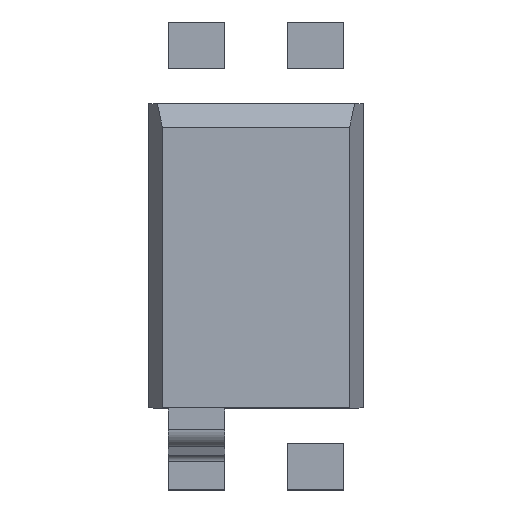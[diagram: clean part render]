
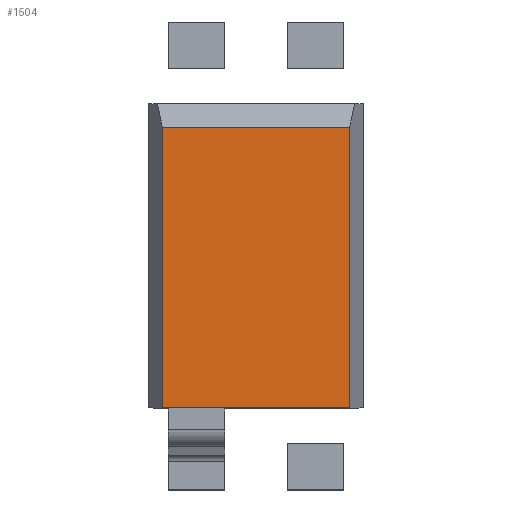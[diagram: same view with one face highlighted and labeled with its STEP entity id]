
A CAD part, top view. The second image highlights one B-rep face of the part: STEP entity #1504.
In plain terms, the highlighted planar face has unit normal (0, 0, 1).
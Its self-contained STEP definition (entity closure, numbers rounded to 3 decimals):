
#1062 = PLANE('',#1063);
#1063 = AXIS2_PLACEMENT_3D('',#1064,#1065,#1066);
#1064 = CARTESIAN_POINT('',(2.,-3.25,2.9));
#1065 = DIRECTION('',(0.,-1.,0.));
#1066 = DIRECTION('',(0.,0.,-1.));
#1203 = VERTEX_POINT('',#1204);
#1204 = CARTESIAN_POINT('',(2.,-3.25,2.9));
#1220 = PLANE('',#1221);
#1221 = AXIS2_PLACEMENT_3D('',#1222,#1223,#1224);
#1222 = CARTESIAN_POINT('',(2.,-3.25,2.9));
#1223 = DIRECTION('',(-0.976,0.,-0.218
    ));
#1224 = DIRECTION('',(0.218,0.,-0.976
    ));
#1232 = EDGE_CURVE('',#1233,#1203,#1235,.T.);
#1233 = VERTEX_POINT('',#1234);
#1234 = CARTESIAN_POINT('',(-2.,-3.25,2.9));
#1235 = SURFACE_CURVE('',#1236,(#1240,#1247),.PCURVE_S1.);
#1236 = LINE('',#1237,#1238);
#1237 = CARTESIAN_POINT('',(-2.,-3.25,2.9));
#1238 = VECTOR('',#1239,1.);
#1239 = DIRECTION('',(1.,0.,0.));
#1240 = PCURVE('',#1062,#1241);
#1241 = DEFINITIONAL_REPRESENTATION('',(#1242),#1246);
#1242 = LINE('',#1243,#1244);
#1243 = CARTESIAN_POINT('',(0.,-4.));
#1244 = VECTOR('',#1245,1.);
#1245 = DIRECTION('',(0.,1.));
#1246 = ( GEOMETRIC_REPRESENTATION_CONTEXT(2) 
PARAMETRIC_REPRESENTATION_CONTEXT() REPRESENTATION_CONTEXT('2D SPACE',''
  ) );
#1247 = PCURVE('',#1248,#1253);
#1248 = PLANE('',#1249);
#1249 = AXIS2_PLACEMENT_3D('',#1250,#1251,#1252);
#1250 = CARTESIAN_POINT('',(-2.,-3.25,2.9));
#1251 = DIRECTION('',(0.,0.,-1.));
#1252 = DIRECTION('',(1.,0.,0.));
#1253 = DEFINITIONAL_REPRESENTATION('',(#1254),#1258);
#1254 = LINE('',#1255,#1256);
#1255 = CARTESIAN_POINT('',(0.,0.));
#1256 = VECTOR('',#1257,1.);
#1257 = DIRECTION('',(1.,0.));
#1258 = ( GEOMETRIC_REPRESENTATION_CONTEXT(2) 
PARAMETRIC_REPRESENTATION_CONTEXT() REPRESENTATION_CONTEXT('2D SPACE',''
  ) );
#1276 = PLANE('',#1277);
#1277 = AXIS2_PLACEMENT_3D('',#1278,#1279,#1280);
#1278 = CARTESIAN_POINT('',(-2.29,-3.25,1.6));
#1279 = DIRECTION('',(0.976,0.,-0.218
    ));
#1280 = DIRECTION('',(0.218,0.,0.976)
  );
#1404 = EDGE_CURVE('',#1203,#1405,#1407,.T.);
#1405 = VERTEX_POINT('',#1406);
#1406 = CARTESIAN_POINT('',(2.,2.75,2.9));
#1407 = SURFACE_CURVE('',#1408,(#1412,#1419),.PCURVE_S1.);
#1408 = LINE('',#1409,#1410);
#1409 = CARTESIAN_POINT('',(2.,-3.25,2.9));
#1410 = VECTOR('',#1411,1.);
#1411 = DIRECTION('',(0.,1.,0.));
#1412 = PCURVE('',#1220,#1413);
#1413 = DEFINITIONAL_REPRESENTATION('',(#1414),#1418);
#1414 = LINE('',#1415,#1416);
#1415 = CARTESIAN_POINT('',(0.,-0.));
#1416 = VECTOR('',#1417,1.);
#1417 = DIRECTION('',(0.,-1.));
#1418 = ( GEOMETRIC_REPRESENTATION_CONTEXT(2) 
PARAMETRIC_REPRESENTATION_CONTEXT() REPRESENTATION_CONTEXT('2D SPACE',''
  ) );
#1419 = PCURVE('',#1248,#1420);
#1420 = DEFINITIONAL_REPRESENTATION('',(#1421),#1425);
#1421 = LINE('',#1422,#1423);
#1422 = CARTESIAN_POINT('',(4.,0.));
#1423 = VECTOR('',#1424,1.);
#1424 = DIRECTION('',(0.,-1.));
#1425 = ( GEOMETRIC_REPRESENTATION_CONTEXT(2) 
PARAMETRIC_REPRESENTATION_CONTEXT() REPRESENTATION_CONTEXT('2D SPACE',''
  ) );
#1443 = PLANE('',#1444);
#1444 = AXIS2_PLACEMENT_3D('',#1445,#1446,#1447);
#1445 = CARTESIAN_POINT('',(-2.,3.,2.65));
#1446 = DIRECTION('',(0.,0.707,0.707)
  );
#1447 = DIRECTION('',(1.,0.,0.));
#1504 = ADVANCED_FACE('',(#1505),#1248,.F.);
#1505 = FACE_BOUND('',#1506,.F.);
#1506 = EDGE_LOOP('',(#1507,#1530,#1551,#1552));
#1507 = ORIENTED_EDGE('',*,*,#1508,.T.);
#1508 = EDGE_CURVE('',#1233,#1509,#1511,.T.);
#1509 = VERTEX_POINT('',#1510);
#1510 = CARTESIAN_POINT('',(-2.,2.75,2.9));
#1511 = SURFACE_CURVE('',#1512,(#1516,#1523),.PCURVE_S1.);
#1512 = LINE('',#1513,#1514);
#1513 = CARTESIAN_POINT('',(-2.,-3.25,2.9));
#1514 = VECTOR('',#1515,1.);
#1515 = DIRECTION('',(0.,1.,0.));
#1516 = PCURVE('',#1248,#1517);
#1517 = DEFINITIONAL_REPRESENTATION('',(#1518),#1522);
#1518 = LINE('',#1519,#1520);
#1519 = CARTESIAN_POINT('',(0.,0.));
#1520 = VECTOR('',#1521,1.);
#1521 = DIRECTION('',(0.,-1.));
#1522 = ( GEOMETRIC_REPRESENTATION_CONTEXT(2) 
PARAMETRIC_REPRESENTATION_CONTEXT() REPRESENTATION_CONTEXT('2D SPACE',''
  ) );
#1523 = PCURVE('',#1276,#1524);
#1524 = DEFINITIONAL_REPRESENTATION('',(#1525),#1529);
#1525 = LINE('',#1526,#1527);
#1526 = CARTESIAN_POINT('',(1.332,0.));
#1527 = VECTOR('',#1528,1.);
#1528 = DIRECTION('',(0.,-1.));
#1529 = ( GEOMETRIC_REPRESENTATION_CONTEXT(2) 
PARAMETRIC_REPRESENTATION_CONTEXT() REPRESENTATION_CONTEXT('2D SPACE',''
  ) );
#1530 = ORIENTED_EDGE('',*,*,#1531,.T.);
#1531 = EDGE_CURVE('',#1509,#1405,#1532,.T.);
#1532 = SURFACE_CURVE('',#1533,(#1537,#1544),.PCURVE_S1.);
#1533 = LINE('',#1534,#1535);
#1534 = CARTESIAN_POINT('',(-2.,2.75,2.9));
#1535 = VECTOR('',#1536,1.);
#1536 = DIRECTION('',(1.,0.,0.));
#1537 = PCURVE('',#1248,#1538);
#1538 = DEFINITIONAL_REPRESENTATION('',(#1539),#1543);
#1539 = LINE('',#1540,#1541);
#1540 = CARTESIAN_POINT('',(0.,-6.));
#1541 = VECTOR('',#1542,1.);
#1542 = DIRECTION('',(1.,0.));
#1543 = ( GEOMETRIC_REPRESENTATION_CONTEXT(2) 
PARAMETRIC_REPRESENTATION_CONTEXT() REPRESENTATION_CONTEXT('2D SPACE',''
  ) );
#1544 = PCURVE('',#1443,#1545);
#1545 = DEFINITIONAL_REPRESENTATION('',(#1546),#1550);
#1546 = LINE('',#1547,#1548);
#1547 = CARTESIAN_POINT('',(0.,-0.354));
#1548 = VECTOR('',#1549,1.);
#1549 = DIRECTION('',(1.,0.));
#1550 = ( GEOMETRIC_REPRESENTATION_CONTEXT(2) 
PARAMETRIC_REPRESENTATION_CONTEXT() REPRESENTATION_CONTEXT('2D SPACE',''
  ) );
#1551 = ORIENTED_EDGE('',*,*,#1404,.F.);
#1552 = ORIENTED_EDGE('',*,*,#1232,.F.);
